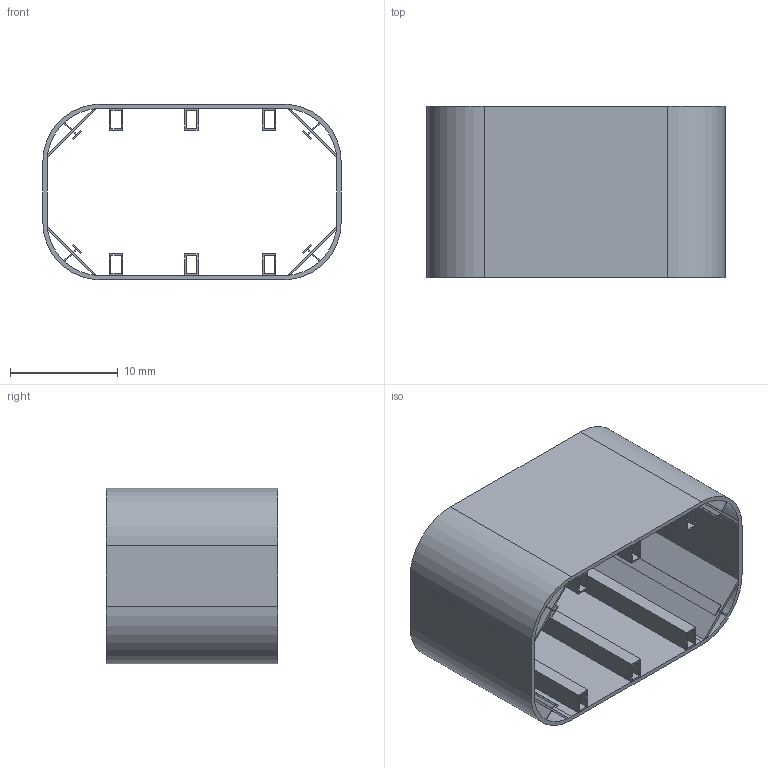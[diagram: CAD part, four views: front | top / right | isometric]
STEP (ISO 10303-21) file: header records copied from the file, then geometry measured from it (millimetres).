
FILE_DESCRIPTION(/* description */ (''),/* implementation_level */ '2;1');
FILE_NAME(/* name */ 'ship_for_A',/* time_stamp */ '2024-08-23T00:18:27+03:00',/* author */ (''),/* organization */ (''),/* preprocessor_version */ 'ST-DEVELOPER v19.2',/* originating_system */ 'Rhino 8.1',/* authorisation */ '');
FILE_SCHEMA (('AP242_MANAGED_MODEL_BASED_3D_ENGINEERING_MIM_LF { 1 0 10303 442 3 1 4 }'));
Length unit declared in the file: millimetre
Products named in the file (1): Document
Bounding box: 27.73 x 15.91 x 16.31 mm (x, y, z)
Volume: 674.4 mm3; surface area: 4869.7 mm2
Topology: 23 solids, 23 shells, 174 faces, 384 edges, 256 vertices
Faces by surface type: bspline 174
Entity records: 8985 total; most frequent: CARTESIAN_POINT 3426, B_SPLINE_CURVE_WITH_KNOTS 1060, ORIENTED_EDGE 768, PCURVE 768, DEFINITIONAL_REPRESENTATION 768, SURFACE_CURVE 384, EDGE_CURVE 384, VERTEX_POINT 256
